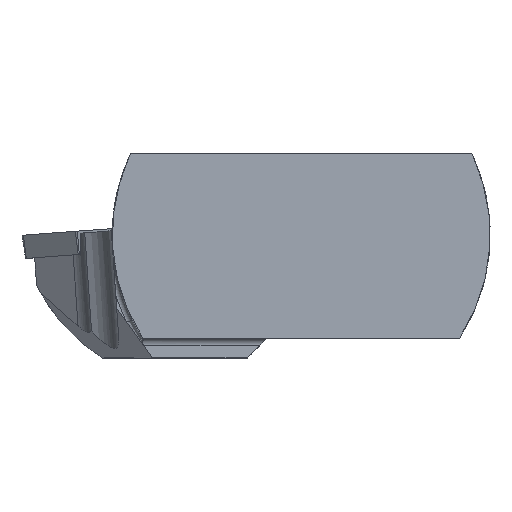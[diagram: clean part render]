
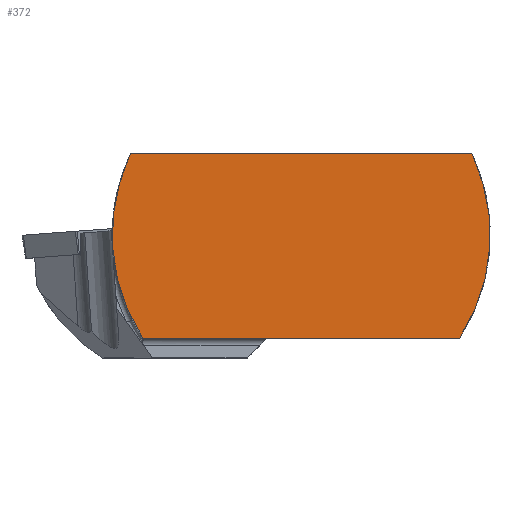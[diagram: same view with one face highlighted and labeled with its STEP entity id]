
A CAD part, top view. The second image highlights one B-rep face of the part: STEP entity #372.
In plain terms, the highlighted planar face has unit normal (0, 0, 1).
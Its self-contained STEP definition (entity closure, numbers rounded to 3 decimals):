
#206=LINE('',#1735,#281);
#213=LINE('',#1793,#288);
#281=VECTOR('',#1383,1.);
#288=VECTOR('',#1408,1.);
#372=ADVANCED_FACE('',(#462),#417,.T.);
#417=PLANE('',#1251);
#462=FACE_OUTER_BOUND('',#511,.T.);
#511=EDGE_LOOP('',(#740,#741,#742,#743));
#740=ORIENTED_EDGE('',*,*,#964,.F.);
#741=ORIENTED_EDGE('',*,*,#988,.F.);
#742=ORIENTED_EDGE('',*,*,#979,.F.);
#743=ORIENTED_EDGE('',*,*,#971,.T.);
#859=VERTEX_POINT('',#1704);
#861=VERTEX_POINT('',#1707);
#867=VERTEX_POINT('',#1736);
#874=VERTEX_POINT('',#1752);
#964=EDGE_CURVE('',#859,#861,#1079,.T.);
#971=EDGE_CURVE('',#867,#861,#206,.T.);
#979=EDGE_CURVE('',#867,#874,#1082,.T.);
#988=EDGE_CURVE('',#874,#859,#213,.T.);
#1079=CIRCLE('',#1200,38.5);
#1082=CIRCLE('',#1209,38.5);
#1200=AXIS2_PLACEMENT_3D('',#1706,#1371,#1372);
#1209=AXIS2_PLACEMENT_3D('',#1751,#1396,#1397);
#1251=AXIS2_PLACEMENT_3D('',#1942,#1510,#1511);
#1371=DIRECTION('',(0.,0.,-1.));
#1372=DIRECTION('',(1.,0.,0.));
#1383=DIRECTION('',(1.,0.,0.));
#1396=DIRECTION('',(0.,0.,-1.));
#1397=DIRECTION('',(1.,0.,0.));
#1408=DIRECTION('',(1.,0.,0.));
#1510=DIRECTION('',(0.,0.,1.));
#1511=DIRECTION('',(1.,0.,0.));
#1704=CARTESIAN_POINT('',(34.785,16.5,0.));
#1706=CARTESIAN_POINT('',(0.,0.,0.));
#1707=CARTESIAN_POINT('',(32.268,-21.,0.));
#1735=CARTESIAN_POINT('',(-45.,-21.,0.));
#1736=CARTESIAN_POINT('',(-32.268,-21.,0.));
#1751=CARTESIAN_POINT('',(0.,0.,0.));
#1752=CARTESIAN_POINT('',(-34.785,16.5,0.));
#1793=CARTESIAN_POINT('',(-45.,16.5,0.));
#1942=CARTESIAN_POINT('',(3.,0.,0.));
